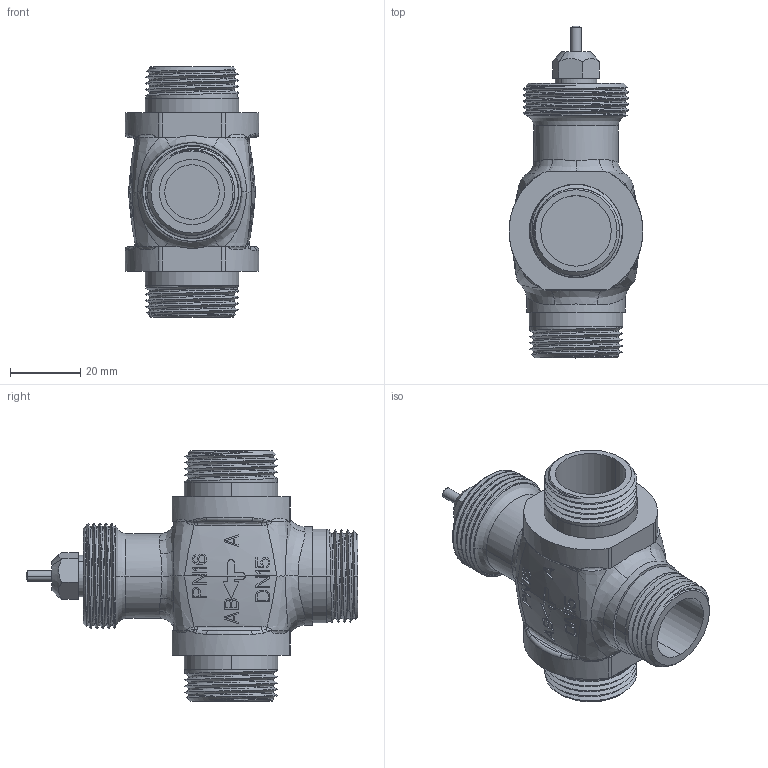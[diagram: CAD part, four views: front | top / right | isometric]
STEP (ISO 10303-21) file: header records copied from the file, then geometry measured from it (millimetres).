
FILE_DESCRIPTION((''),'2;1');
FILE_NAME('065F6015_ASM','2024-08-12T13:24:20',('U386487'),('Danfoss'),'CREO PARAMETRIC BY PTC INC, 2022124','CREO PARAMETRIC BY PTC INC, 2022124','');
FILE_SCHEMA(('CONFIG_CONTROL_DESIGN'));
Products named in the file (8): 89034630_VMV_DN15_3-WAY_EXT_THR; D3-STUFFINGBOXHOUSE_AF0; D3-OR_AF0; D3-GREASEBOX_AF0; D3-SPRINGRINGEXTERNAL_AF0; SPINDL_FI3; 065F0201_OLD_ASM; 065F6015_ASM
Assembly tree (7 placements, depth 3):
  065F6015_ASM
    89034630_VMV_DN15_3-WAY_EXT_THR
    065F0201_OLD_ASM
      D3-STUFFINGBOXHOUSE_AF0
      D3-OR_AF0
      D3-GREASEBOX_AF0
      D3-SPRINGRINGEXTERNAL_AF0
      SPINDL_FI3
Bounding box: 37.99 x 94.2 x 71 mm (x, y, z)
Volume: 66772.4 mm3; surface area: 22483.2 mm2
Topology: 6 solids, 6 shells, 864 faces, 2315 edges, 1507 vertices
Faces by surface type: plane 555, bspline 169, cylinder 100, cone 23, torus 10, sphere 4, extrusion 3
Entity records: 42206 total; most frequent: CARTESIAN_POINT 23436, ORIENTED_EDGE 4622, DIRECTION 2699, EDGE_CURVE 2311, VERTEX_POINT 1507, B_SPLINE_CURVE_WITH_KNOTS 1336, AXIS2_PLACEMENT_3D 1006, EDGE_LOOP 918
